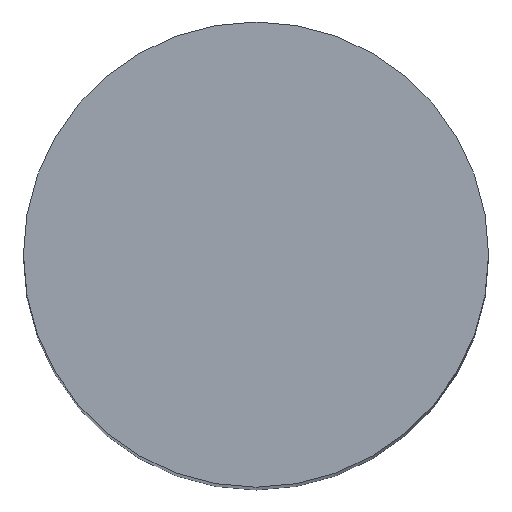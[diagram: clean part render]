
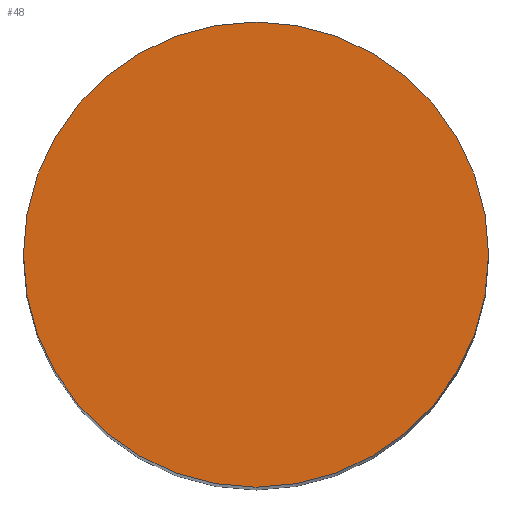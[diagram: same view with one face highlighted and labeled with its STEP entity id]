
A CAD part, top view. The second image highlights one B-rep face of the part: STEP entity #48.
In plain terms, the highlighted planar face has unit normal (0, 0, 1).
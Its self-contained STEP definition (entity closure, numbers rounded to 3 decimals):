
#2 = AXIS2_PLACEMENT_3D ( 'NONE', #138, #140, #139 ) ;
#3 = ORIENTED_EDGE ( 'NONE', *, *, #26, .F. ) ;
#8 = DIRECTION ( 'NONE',  ( 0., 0., -1. ) ) ;
#12 = VERTEX_POINT ( 'NONE', #13 ) ;
#13 = CARTESIAN_POINT ( 'NONE',  ( -4.763, 0., 16.51 ) ) ;
#19 = FACE_OUTER_BOUND ( 'NONE', #133, .T. ) ;
#25 = ORIENTED_EDGE ( 'NONE', *, *, #95, .F. ) ;
#26 = EDGE_CURVE ( 'NONE', #12, #99, #51, .T. ) ;
#40 = AXIS2_PLACEMENT_3D ( 'NONE', #80, #116, #70 ) ;
#48 = ADVANCED_FACE ( 'NONE', ( #19 ), #54, .F. ) ;
#51 = CIRCLE ( 'NONE', #40, 4.763 ) ;
#54 = PLANE ( 'NONE',  #135 ) ;
#61 = CARTESIAN_POINT ( 'NONE',  ( 0., 0., 16.51 ) ) ;
#65 = CARTESIAN_POINT ( 'NONE',  ( 4.762, 0., 16.51 ) ) ;
#69 = CIRCLE ( 'NONE', #2, 4.763 ) ;
#70 = DIRECTION ( 'NONE',  ( -1., 0., 0. ) ) ;
#80 = CARTESIAN_POINT ( 'NONE',  ( 0., 0., 16.51 ) ) ;
#94 = DIRECTION ( 'NONE',  ( -1., 0., 0. ) ) ;
#95 = EDGE_CURVE ( 'NONE', #99, #12, #69, .T. ) ;
#99 = VERTEX_POINT ( 'NONE', #65 ) ;
#116 = DIRECTION ( 'NONE',  ( 0., 0., -1. ) ) ;
#133 = EDGE_LOOP ( 'NONE', ( #3, #25 ) ) ;
#135 = AXIS2_PLACEMENT_3D ( 'NONE', #61, #8, #94 ) ;
#138 = CARTESIAN_POINT ( 'NONE',  ( 0., 0., 16.51 ) ) ;
#139 = DIRECTION ( 'NONE',  ( -1., 0., 0. ) ) ;
#140 = DIRECTION ( 'NONE',  ( 0., 0., -1. ) ) ;
